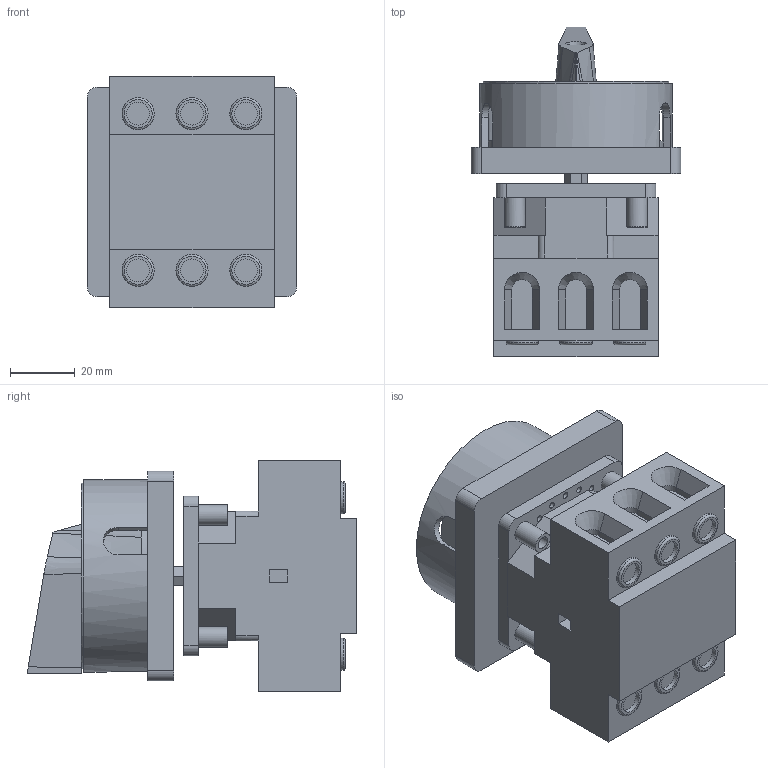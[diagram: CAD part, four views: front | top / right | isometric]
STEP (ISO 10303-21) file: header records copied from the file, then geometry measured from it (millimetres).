
FILE_DESCRIPTION((''),'2;1');
FILE_NAME('60D10149X01 - DDS2-325-DHGRY.stp','2015-06-09T18:27:05',('mroknich'),(''),'Autodesk Inventor 2013','Autodesk Inventor 2013','');
FILE_SCHEMA(('AUTOMOTIVE_DESIGN { 1 0 10303 214 1 1 1 1 }'));
Length unit declared in the file: inch
Products named in the file (1): 60D10149X01
Bounding box: 64.92 x 102.06 x 71.75 mm (x, y, z)
Volume: 199713.5 mm3; surface area: 45158.3 mm2
Topology: 1 solids, 1 shells, 414 faces, 1044 edges, 673 vertices
Faces by surface type: plane 267, cylinder 85, bspline 48, torus 6, cone 6, sphere 2
Full cylindrical faces by diameter (mm): 1.905 x24, 2.418 x1, 2.883 x1, 3.937 x4, 6.401 x1, 6.426 x4, 7.074 x6, 8.065 x2, 9.525 x1, 9.97 x6, 57.48 x1, 59.766 x1
Entity records: 13019 total; most frequent: CARTESIAN_POINT 3034, ORIENTED_EDGE 1940, DIRECTION 1826, EDGE_CURVE 970, VERTEX_POINT 657, VECTOR 624, LINE 624, AXIS2_PLACEMENT_3D 601
